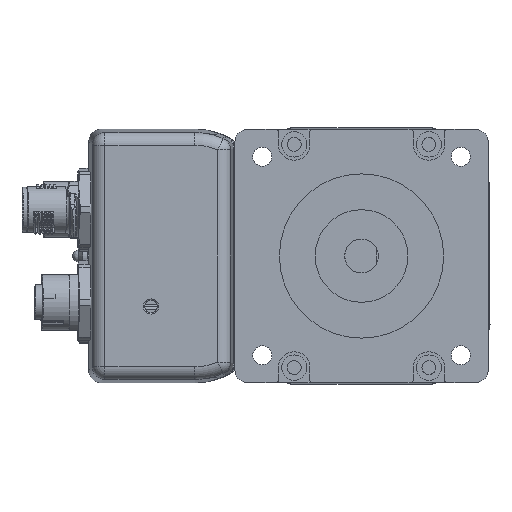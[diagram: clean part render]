
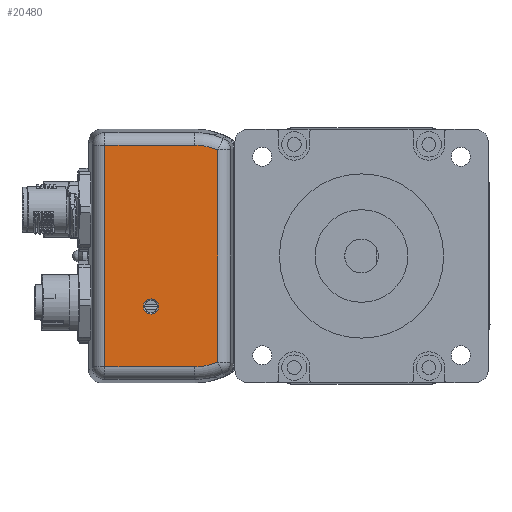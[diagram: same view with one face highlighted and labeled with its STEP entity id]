
A CAD part, front view. The second image highlights one B-rep face of the part: STEP entity #20480.
In plain terms, the highlighted planar face has unit normal (0, -1, 0).
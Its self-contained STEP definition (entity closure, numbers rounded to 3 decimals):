
#1579 = CARTESIAN_POINT ( 'NONE',  ( -37.176, 50.391, 26.318 ) ) ;
#1581 = DIRECTION ( 'NONE',  ( -1., 0., 0. ) ) ;
#1601 = CARTESIAN_POINT ( 'NONE',  ( -31.659, 50.391, 26.978 ) ) ;
#1603 = DIRECTION ( 'NONE',  ( 0., 0., 1. ) ) ;
#1623 = CARTESIAN_POINT ( 'NONE',  ( -58.496, 50.391, -12.368 ) ) ;
#1625 = DIRECTION ( 'NONE',  ( 0., 0., -1. ) ) ;
#1628 = CARTESIAN_POINT ( 'NONE',  ( -47.54, 50.391, -12. ) ) ;
#1629 = DIRECTION ( 'NONE',  ( 0., 1., 0. ) ) ;
#1631 = DIRECTION ( 'NONE',  ( 0., 0., 1. ) ) ;
#1634 = CARTESIAN_POINT ( 'NONE',  ( -37.176, 50.391, -12.368 ) ) ;
#1636 = DIRECTION ( 'NONE',  ( 0., -1., 0. ) ) ;
#1638 = DIRECTION ( 'NONE',  ( 0., 0., 1. ) ) ;
#1640 = CARTESIAN_POINT ( 'NONE',  ( -37.176, 50.391, -26.318 ) ) ;
#1642 = DIRECTION ( 'NONE',  ( 1., 0., 0. ) ) ;
#1819 = CARTESIAN_POINT ( 'NONE',  ( -37.176, 50.391, 12.368 ) ) ;
#1821 = DIRECTION ( 'NONE',  ( 0., -1., 0. ) ) ;
#1823 = DIRECTION ( 'NONE',  ( 0., 0., 1. ) ) ;
#3486 = CARTESIAN_POINT ( 'NONE',  ( -47.54, 50.391, -10.2 ) ) ;
#10130 = LINE ( 'NONE', #1623, #50498 ) ;
#10133 = LINE ( 'NONE', #1579, #50731 ) ;
#10135 = LINE ( 'NONE', #1601, #50666 ) ;
#10138 = LINE ( 'NONE', #1640, #50652 ) ;
#10870 = VERTEX_POINT ( 'NONE', #3486 ) ;
#12742 = VERTEX_POINT ( 'NONE', #29482 ) ;
#12746 = VERTEX_POINT ( 'NONE', #29490 ) ;
#12750 = VERTEX_POINT ( 'NONE', #29498 ) ;
#12756 = VERTEX_POINT ( 'NONE', #29307 ) ;
#12758 = VERTEX_POINT ( 'NONE', #29303 ) ;
#12762 = VERTEX_POINT ( 'NONE', #29502 ) ;
#14309 = EDGE_LOOP ( 'NONE', ( #36168, #36594, #36575, #36164, #36509, #36501 ) ) ;
#14311 = EDGE_LOOP ( 'NONE', ( #36138 ) ) ;
#20113 = FACE_OUTER_BOUND ( 'NONE', #14309, .T. ) ;
#20114 = FACE_BOUND ( 'NONE', #14311, .T. ) ;
#20480 = ADVANCED_FACE ( 'NONE', ( #20114, #20113 ), #44341, .T. ) ;
#29303 = CARTESIAN_POINT ( 'NONE',  ( -37.176, 50.391, 26.318 ) ) ;
#29307 = CARTESIAN_POINT ( 'NONE',  ( -31.659, 50.391, 25.181 ) ) ;
#29482 = CARTESIAN_POINT ( 'NONE',  ( -37.176, 50.391, -26.318 ) ) ;
#29490 = CARTESIAN_POINT ( 'NONE',  ( -31.659, 50.391, -25.181 ) ) ;
#29498 = CARTESIAN_POINT ( 'NONE',  ( -58.496, 50.391, -26.318 ) ) ;
#29502 = CARTESIAN_POINT ( 'NONE',  ( -58.496, 50.391, 26.318 ) ) ;
#36138 = ORIENTED_EDGE ( 'NONE', *, *, #38172, .T. ) ;
#36164 = ORIENTED_EDGE ( 'NONE', *, *, #38171, .T. ) ;
#36168 = ORIENTED_EDGE ( 'NONE', *, *, #38167, .T. ) ;
#36501 = ORIENTED_EDGE ( 'NONE', *, *, #38173, .T. ) ;
#36509 = ORIENTED_EDGE ( 'NONE', *, *, #38174, .T. ) ;
#36575 = ORIENTED_EDGE ( 'NONE', *, *, #38163, .T. ) ;
#36594 = ORIENTED_EDGE ( 'NONE', *, *, #38196, .T. ) ;
#38163 = EDGE_CURVE ( 'NONE', #12758, #12762, #10133, .T. ) ;
#38167 = EDGE_CURVE ( 'NONE', #12746, #12756, #10135, .T. ) ;
#38171 = EDGE_CURVE ( 'NONE', #12762, #12750, #10130, .T. ) ;
#38172 = EDGE_CURVE ( 'NONE', #10870, #10870, #50499, .T. ) ;
#38173 = EDGE_CURVE ( 'NONE', #12742, #12746, #50800, .T. ) ;
#38174 = EDGE_CURVE ( 'NONE', #12750, #12742, #10138, .T. ) ;
#38196 = EDGE_CURVE ( 'NONE', #12756, #12758, #50661, .T. ) ;
#43431 = AXIS2_PLACEMENT_3D ( 'NONE', #44342, #44343, #44339 ) ;
#44339 = DIRECTION ( 'NONE',  ( 0., 0., 1. ) ) ;
#44341 = PLANE ( 'NONE',  #43431 ) ;
#44342 = CARTESIAN_POINT ( 'NONE',  ( -37.176, 50.391, -12.368 ) ) ;
#44343 = DIRECTION ( 'NONE',  ( 0., -1., 0. ) ) ;
#50497 = AXIS2_PLACEMENT_3D ( 'NONE', #1628, #1629, #1631 ) ;
#50498 = VECTOR ( 'NONE', #1625, 1000. ) ;
#50499 = CIRCLE ( 'NONE', #50497, 1.8 ) ;
#50652 = VECTOR ( 'NONE', #1642, 1000. ) ;
#50661 = CIRCLE ( 'NONE', #50817, 13.951 ) ;
#50666 = VECTOR ( 'NONE', #1603, 1000. ) ;
#50731 = VECTOR ( 'NONE', #1581, 1000. ) ;
#50797 = AXIS2_PLACEMENT_3D ( 'NONE', #1634, #1636, #1638 ) ;
#50800 = CIRCLE ( 'NONE', #50797, 13.951 ) ;
#50817 = AXIS2_PLACEMENT_3D ( 'NONE', #1819, #1821, #1823 ) ;
